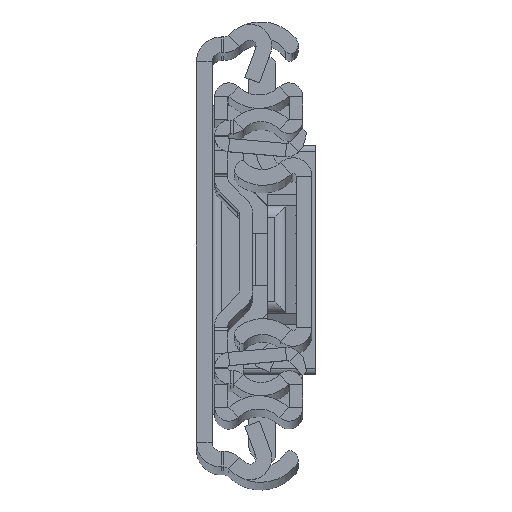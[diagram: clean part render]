
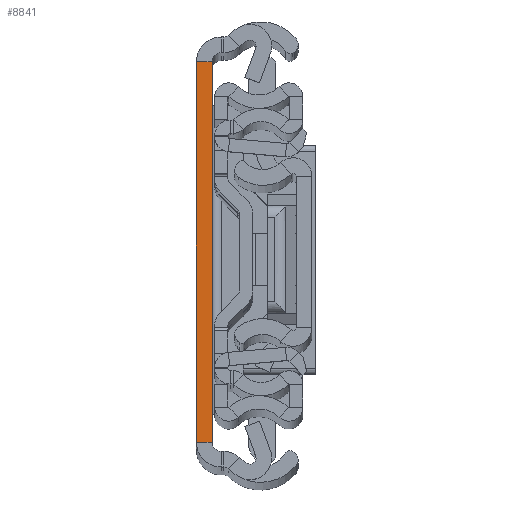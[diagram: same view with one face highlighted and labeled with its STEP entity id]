
A CAD part, top view. The second image highlights one B-rep face of the part: STEP entity #8841.
In plain terms, the highlighted planar face has unit normal (0, 0, 1).
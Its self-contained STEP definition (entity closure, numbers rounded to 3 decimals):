
#783 = VERTEX_POINT ( 'NONE', #2786 ) ;
#1946 = EDGE_CURVE ( 'NONE', #8758, #15559, #2173, .T. ) ;
#1949 = LINE ( 'NONE', #14275, #3930 ) ;
#2173 = LINE ( 'NONE', #17104, #16265 ) ;
#2354 = DIRECTION ( 'NONE',  ( 0., 1., 0. ) ) ;
#2597 = VECTOR ( 'NONE', #16581, 1000. ) ;
#2786 = CARTESIAN_POINT ( 'NONE',  ( 0., 31.5, 0. ) ) ;
#3742 = FACE_OUTER_BOUND ( 'NONE', #14261, .T. ) ;
#3930 = VECTOR ( 'NONE', #4985, 1000. ) ;
#4075 = DIRECTION ( 'NONE',  ( 1., 0., 0. ) ) ;
#4419 = LINE ( 'NONE', #5845, #4679 ) ;
#4679 = VECTOR ( 'NONE', #4075, 1000. ) ;
#4915 = CARTESIAN_POINT ( 'NONE',  ( 2.6, 31.5, 0. ) ) ;
#4985 = DIRECTION ( 'NONE',  ( 0., 1., 0. ) ) ;
#5086 = PLANE ( 'NONE',  #12510 ) ;
#5132 = ORIENTED_EDGE ( 'NONE', *, *, #11658, .F. ) ;
#5845 = CARTESIAN_POINT ( 'NONE',  ( 2.6, -31.5, 0. ) ) ;
#7278 = CARTESIAN_POINT ( 'NONE',  ( 2.6, 31.5, 0. ) ) ;
#8262 = ORIENTED_EDGE ( 'NONE', *, *, #12279, .T. ) ;
#8758 = VERTEX_POINT ( 'NONE', #11712 ) ;
#8841 = ADVANCED_FACE ( 'NONE', ( #3742 ), #5086, .F. ) ;
#11658 = EDGE_CURVE ( 'NONE', #16208, #783, #1949, .T. ) ;
#11712 = CARTESIAN_POINT ( 'NONE',  ( 2.6, -31.5, 0. ) ) ;
#11897 = CARTESIAN_POINT ( 'NONE',  ( 2.6, -31.5, 0. ) ) ;
#12091 = ORIENTED_EDGE ( 'NONE', *, *, #17162, .F. ) ;
#12227 = CARTESIAN_POINT ( 'NONE',  ( 0., -31.5, 0. ) ) ;
#12279 = EDGE_CURVE ( 'NONE', #16208, #8758, #4419, .T. ) ;
#12510 = AXIS2_PLACEMENT_3D ( 'NONE', #11897, #17236, #13133 ) ;
#13133 = DIRECTION ( 'NONE',  ( 0., 1., 0. ) ) ;
#14157 = LINE ( 'NONE', #7278, #2597 ) ;
#14261 = EDGE_LOOP ( 'NONE', ( #12091, #5132, #8262, #16223 ) ) ;
#14275 = CARTESIAN_POINT ( 'NONE',  ( 0., -31.5, 0. ) ) ;
#15559 = VERTEX_POINT ( 'NONE', #4915 ) ;
#16208 = VERTEX_POINT ( 'NONE', #12227 ) ;
#16223 = ORIENTED_EDGE ( 'NONE', *, *, #1946, .T. ) ;
#16265 = VECTOR ( 'NONE', #2354, 1000. ) ;
#16581 = DIRECTION ( 'NONE',  ( 1., 0., 0. ) ) ;
#17104 = CARTESIAN_POINT ( 'NONE',  ( 2.6, -31.5, 0. ) ) ;
#17162 = EDGE_CURVE ( 'NONE', #783, #15559, #14157, .T. ) ;
#17236 = DIRECTION ( 'NONE',  ( 0., 0., -1. ) ) ;
